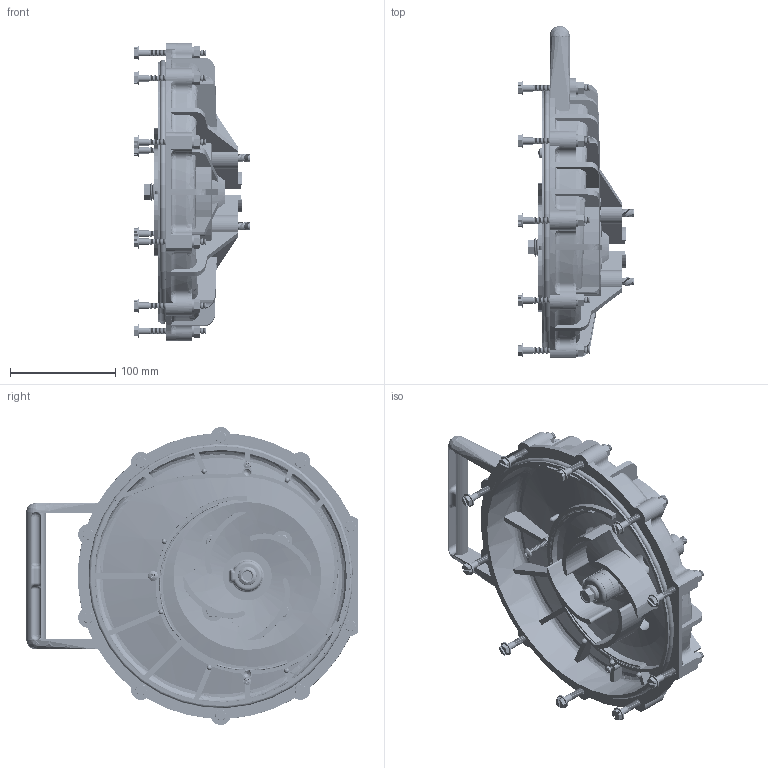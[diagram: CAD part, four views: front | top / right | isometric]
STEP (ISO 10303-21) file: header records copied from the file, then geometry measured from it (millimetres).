
FILE_DESCRIPTION(/* description */ ('3" POLY PUMP W/ BEARING PEDESTAL'),/* implementation_level */ '2;1');
FILE_NAME(/* name */ 'M300PB.stp',/* time_stamp */ '2020-01-02T13:33:11-05:00',/* author */ ('MJC'),/* organization */ (''),/* preprocessor_version */ 'ST-DEVELOPER v17',/* originating_system */ 'Autodesk Inventor 2019',/* authorisation */ '');
FILE_SCHEMA (('AUTOMOTIVE_DESIGN { 1 0 10303 214 3 1 1 }'));
Products named in the file (21): M300PB; 12703A; 12715A; 12717; 12900; 12725; 12719A; 12754; 12720; V07018; V07019; 12775A; 12902A; 12765A; 13771; 13772; 12901; 12733; 12733_1; 12710; A204
Assembly tree (57 placements, depth 3):
  M300PB
    12703A
    12715A  x4
    12717  x4
    12900
    12725  x2
    12719A
    12754
    12720  x10
    V07018  x10
    V07019  x10
    12775A
    12902A
    12765A
    13771
      13772
    12901  x4
    12733
      12733_1
      12710
    A204
Bounding box: 110.49 x 315.4 x 283.21 mm (x, y, z)
Volume: 1085626.5 mm3; surface area: 435462.9 mm2
Topology: 55 solids, 55 shells, 4980 faces, 14226 edges, 9402 vertices
Faces by surface type: cone 1772, cylinder 1578, plane 816, torus 548, bspline 244, sphere 22
Full cylindrical faces by diameter (mm): 2.921 x2, 3.505 x14, 4.572 x1, 4.877 x6, 5.207 x2, 6.35 x430, 6.65 x26, 6.858 x10, 7.938 x4, 8.731 x4, 9.525 x2, 11.112 x4, 11.906 x4, 13.208 x10, 17.399 x1, 17.475 x4, 19.05 x3, 20.637 x1, 20.701 x4, 22.225 x1, 25.4 x1, 26.987 x1, 28.575 x1, 30.734 x1, 33.147 x1, 33.337 x1, 34.925 x2, 40.005 x2, 43.688 x1, 43.815 x1
Entity records: 88869 total; most frequent: CARTESIAN_POINT 36170, ORIENTED_EDGE 11900, DIRECTION 9995, EDGE_CURVE 5950, AXIS2_PLACEMENT_3D 4015, VERTEX_POINT 3927, EDGE_LOOP 2219, FACE_OUTER_BOUND 2114
